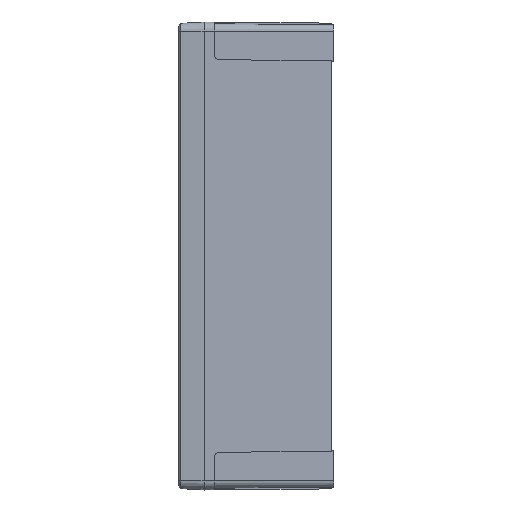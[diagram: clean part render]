
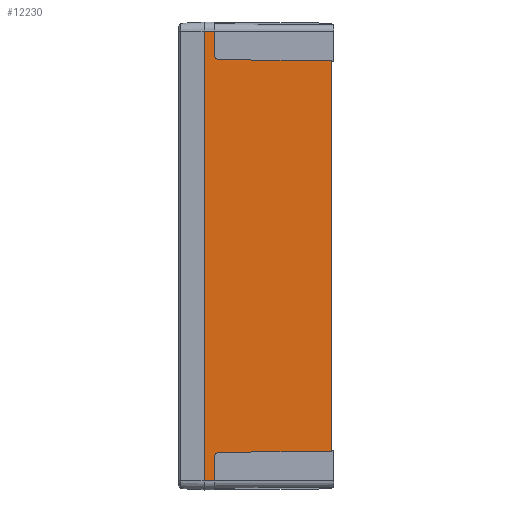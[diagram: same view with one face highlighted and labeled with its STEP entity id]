
A CAD part, left-side view. The second image highlights one B-rep face of the part: STEP entity #12230.
In plain terms, the highlighted planar face has unit normal (-1, -0.009, 0).
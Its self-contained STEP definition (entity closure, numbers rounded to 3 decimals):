
#162 = ORIENTED_EDGE ( 'NONE', *, *, #10118, .T. ) ;
#228 = CARTESIAN_POINT ( 'NONE',  ( -90.008, -4.819, 75.543 ) ) ;
#306 = EDGE_CURVE ( 'NONE', #793, #10622, #9917, .T. ) ;
#309 = VERTEX_POINT ( 'NONE', #7051 ) ;
#645 = CARTESIAN_POINT ( 'NONE',  ( -89.998, -5.983, -75.533 ) ) ;
#694 = DIRECTION ( 'NONE',  ( 0.009, -1., -0.009 ) ) ;
#731 = EDGE_CURVE ( 'NONE', #309, #9151, #1939, .T. ) ;
#793 = VERTEX_POINT ( 'NONE', #8082 ) ;
#979 = VERTEX_POINT ( 'NONE', #4010 ) ;
#1059 = DIRECTION ( 'NONE',  ( -0.009, 1., 0. ) ) ;
#1270 = EDGE_CURVE ( 'NONE', #5879, #309, #11557, .T. ) ;
#1543 = ORIENTED_EDGE ( 'NONE', *, *, #11424, .T. ) ;
#1665 = DIRECTION ( 'NONE',  ( 0., 0., 1. ) ) ;
#1815 = FACE_OUTER_BOUND ( 'NONE', #3158, .T. ) ;
#1939 = LINE ( 'NONE', #6182, #2464 ) ;
#2351 = VERTEX_POINT ( 'NONE', #6935 ) ;
#2464 = VECTOR ( 'NONE', #8921, 1000. ) ;
#2504 = VERTEX_POINT ( 'NONE', #7688 ) ;
#3158 = EDGE_LOOP ( 'NONE', ( #8599, #11561, #9368, #8551, #5411, #6626, #1543, #9072, #6360, #162 ) ) ;
#3190 = CARTESIAN_POINT ( 'NONE',  ( -89.998, -5.983, 75.533 ) ) ;
#3247 = CARTESIAN_POINT ( 'NONE',  ( -90.015, -4., 77.533 ) ) ;
#3373 = DIRECTION ( 'NONE',  ( -0.009, 1., 0. ) ) ;
#3676 = DIRECTION ( 'NONE',  ( -0.009, 1., -0.009 ) ) ;
#4010 = CARTESIAN_POINT ( 'NONE',  ( -89.622, -49., 75.157 ) ) ;
#4108 = CARTESIAN_POINT ( 'NONE',  ( -90.015, -4., 76.369 ) ) ;
#4482 = CARTESIAN_POINT ( 'NONE',  ( -90.015, -4., -86.55 ) ) ;
#4735 = CARTESIAN_POINT ( 'NONE',  ( -90.038, -1.415, 75.573 ) ) ;
#4830 = PLANE ( 'NONE',  #11103 ) ;
#4978 =( BOUNDED_CURVE ( )  B_SPLINE_CURVE ( 3, ( #10765, #8685, #9601, #6655 ),
 .UNSPECIFIED., .F., .F. ) 
 B_SPLINE_CURVE_WITH_KNOTS ( ( 4, 4 ),
 ( 3.142, 4.704 ),
 .UNSPECIFIED. ) 
 CURVE ( )  GEOMETRIC_REPRESENTATION_ITEM ( )  RATIONAL_B_SPLINE_CURVE ( ( 1., 0.807, 0.807, 1. ) ) 
 REPRESENTATION_ITEM ( '' )  );
#4995 = VECTOR ( 'NONE', #3676, 1000. ) ;
#5411 = ORIENTED_EDGE ( 'NONE', *, *, #731, .F. ) ;
#5444 = EDGE_CURVE ( 'NONE', #2351, #9352, #7527, .T. ) ;
#5670 = DIRECTION ( 'NONE',  ( 0., 0., 1. ) ) ;
#5879 = VERTEX_POINT ( 'NONE', #8875 ) ;
#6182 = CARTESIAN_POINT ( 'NONE',  ( -90.05, 0., -86.55 ) ) ;
#6274 = VERTEX_POINT ( 'NONE', #12082 ) ;
#6321 = CARTESIAN_POINT ( 'NONE',  ( -90.015, -4., 77.533 ) ) ;
#6360 = ORIENTED_EDGE ( 'NONE', *, *, #5444, .F. ) ;
#6448 = VECTOR ( 'NONE', #3373, 1000. ) ;
#6626 = ORIENTED_EDGE ( 'NONE', *, *, #1270, .F. ) ;
#6655 = CARTESIAN_POINT ( 'NONE',  ( -89.998, -5.983, -75.533 ) ) ;
#6935 = CARTESIAN_POINT ( 'NONE',  ( -89.622, -49., -75.157 ) ) ;
#6936 = DIRECTION ( 'NONE',  ( 0.009, -1., 0. ) ) ;
#7051 = CARTESIAN_POINT ( 'NONE',  ( -90.05, 0., -86.55 ) ) ;
#7052 = LINE ( 'NONE', #10839, #8190 ) ;
#7527 = LINE ( 'NONE', #9620, #4995 ) ;
#7542 = VECTOR ( 'NONE', #1665, 1000. ) ;
#7688 = CARTESIAN_POINT ( 'NONE',  ( -90.015, -4., -77.533 ) ) ;
#7789 = EDGE_CURVE ( 'NONE', #10622, #6274, #7052, .T. ) ;
#7925 = EDGE_CURVE ( 'NONE', #2504, #9352, #4978, .T. ) ;
#8038 = CARTESIAN_POINT ( 'NONE',  ( -90.05, 0., -86.55 ) ) ;
#8082 = CARTESIAN_POINT ( 'NONE',  ( -89.998, -5.983, 75.533 ) ) ;
#8190 = VECTOR ( 'NONE', #8940, 1000. ) ;
#8464 = EDGE_CURVE ( 'NONE', #6274, #9151, #10082, .T. ) ;
#8540 = LINE ( 'NONE', #4735, #9847 ) ;
#8551 = ORIENTED_EDGE ( 'NONE', *, *, #8464, .T. ) ;
#8599 = ORIENTED_EDGE ( 'NONE', *, *, #12935, .F. ) ;
#8685 = CARTESIAN_POINT ( 'NONE',  ( -90.015, -4., -76.369 ) ) ;
#8851 = CARTESIAN_POINT ( 'NONE',  ( -90.05, 0., 86.55 ) ) ;
#8875 = CARTESIAN_POINT ( 'NONE',  ( -90.015, -4., -86.55 ) ) ;
#8921 = DIRECTION ( 'NONE',  ( 0., 0., 1. ) ) ;
#8940 = DIRECTION ( 'NONE',  ( 0., 0., 1. ) ) ;
#9072 = ORIENTED_EDGE ( 'NONE', *, *, #7925, .T. ) ;
#9151 = VERTEX_POINT ( 'NONE', #11083 ) ;
#9352 = VERTEX_POINT ( 'NONE', #645 ) ;
#9368 = ORIENTED_EDGE ( 'NONE', *, *, #7789, .T. ) ;
#9374 = CARTESIAN_POINT ( 'NONE',  ( -90.05, 0., -86.55 ) ) ;
#9601 = CARTESIAN_POINT ( 'NONE',  ( -90.008, -4.819, -75.543 ) ) ;
#9620 = CARTESIAN_POINT ( 'NONE',  ( -90.051, 0.096, -75.586 ) ) ;
#9648 = CARTESIAN_POINT ( 'NONE',  ( -89.622, -49., -86.55 ) ) ;
#9847 = VECTOR ( 'NONE', #694, 1000. ) ;
#9917 =( BOUNDED_CURVE ( )  B_SPLINE_CURVE ( 3, ( #3190, #228, #4108, #3247 ),
 .UNSPECIFIED., .F., .T. ) 
 B_SPLINE_CURVE_WITH_KNOTS ( ( 4, 4 ),
 ( 4.721, 6.283 ),
 .UNSPECIFIED. ) 
 CURVE ( )  GEOMETRIC_REPRESENTATION_ITEM ( )  RATIONAL_B_SPLINE_CURVE ( ( 1., 0.807, 0.807, 1. ) ) 
 REPRESENTATION_ITEM ( '' )  );
#10082 = LINE ( 'NONE', #8851, #11473 ) ;
#10118 = EDGE_CURVE ( 'NONE', #2351, #979, #10418, .T. ) ;
#10418 = LINE ( 'NONE', #9648, #10634 ) ;
#10619 = LINE ( 'NONE', #4482, #7542 ) ;
#10622 = VERTEX_POINT ( 'NONE', #6321 ) ;
#10634 = VECTOR ( 'NONE', #5670, 1000. ) ;
#10765 = CARTESIAN_POINT ( 'NONE',  ( -90.015, -4., -77.533 ) ) ;
#10839 = CARTESIAN_POINT ( 'NONE',  ( -90.015, -4., -86.55 ) ) ;
#11083 = CARTESIAN_POINT ( 'NONE',  ( -90.05, 0., 86.55 ) ) ;
#11103 = AXIS2_PLACEMENT_3D ( 'NONE', #8038, #12027, #6936 ) ;
#11424 = EDGE_CURVE ( 'NONE', #5879, #2504, #10619, .T. ) ;
#11473 = VECTOR ( 'NONE', #1059, 1000. ) ;
#11557 = LINE ( 'NONE', #9374, #6448 ) ;
#11561 = ORIENTED_EDGE ( 'NONE', *, *, #306, .T. ) ;
#12027 = DIRECTION ( 'NONE',  ( -1., -0.009, 0. ) ) ;
#12082 = CARTESIAN_POINT ( 'NONE',  ( -90.015, -4., 86.55 ) ) ;
#12230 = ADVANCED_FACE ( 'NONE', ( #1815 ), #4830, .T. ) ;
#12935 = EDGE_CURVE ( 'NONE', #793, #979, #8540, .T. ) ;
